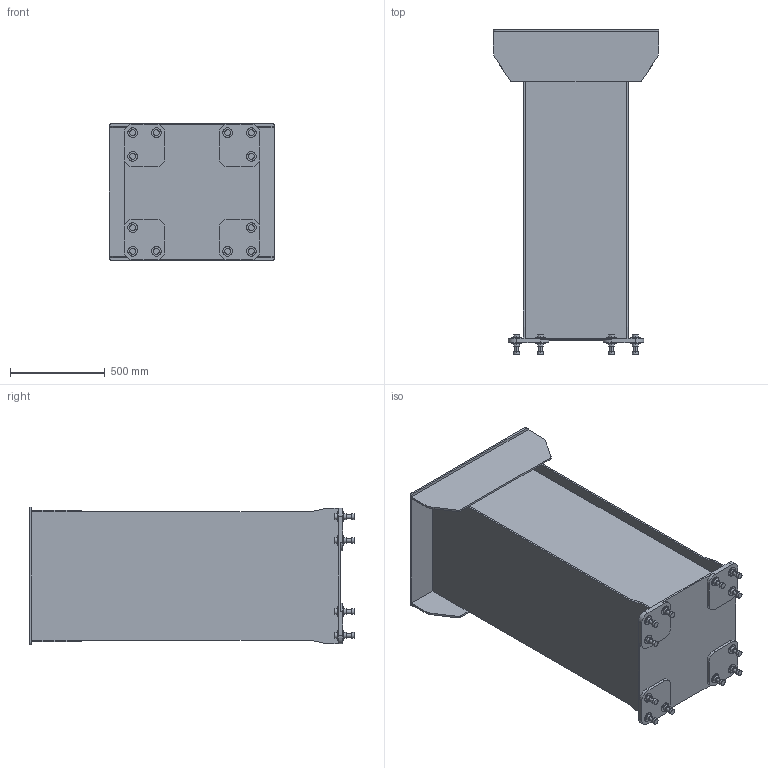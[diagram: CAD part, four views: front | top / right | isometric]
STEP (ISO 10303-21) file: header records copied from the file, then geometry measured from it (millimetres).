
FILE_DESCRIPTION (( 'STEP AP203' ), '1' );
FILE_NAME ('Pillar_Default_sldprt.STEP', '2023-04-26T21:19:13', ( '' ), ( '' ), 'SwSTEP 2.0', 'SolidWorks 2022', '' );
FILE_SCHEMA (( 'CONFIG_CONTROL_DESIGN' ));
Length unit declared in the file: millimetre
Products named in the file (1): Pillar_Default_sldprt
Bounding box: 870 x 1710.5 x 725 mm (x, y, z)
Volume: 58272104.6 mm3; surface area: 11119681.6 mm2
Topology: 1 solids, 2 shells, 312 faces, 696 edges, 460 vertices
Faces by surface type: cylinder 172, plane 140
Entity records: 8863 total; most frequent: DIRECTION 1666, CARTESIAN_POINT 1469, ORIENTED_EDGE 1392, EDGE_CURVE 696, AXIS2_PLACEMENT_3D 657, VERTEX_POINT 460, EDGE_LOOP 384, LINE 352
